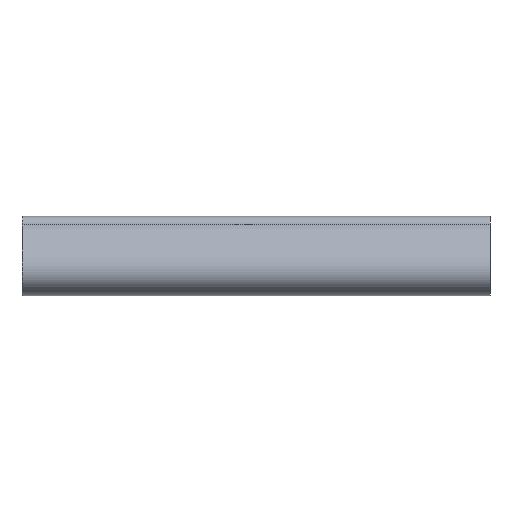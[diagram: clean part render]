
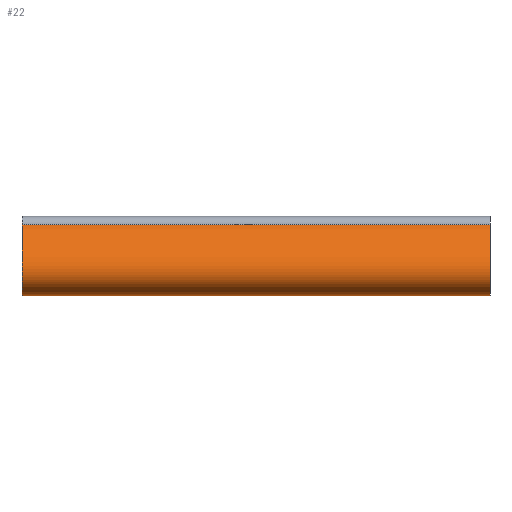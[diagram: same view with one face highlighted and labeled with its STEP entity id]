
A CAD part, top view. The second image highlights one B-rep face of the part: STEP entity #22.
In plain terms, the highlighted free-form (B-spline) face has degree [3, 1] with [17, 2] control points.
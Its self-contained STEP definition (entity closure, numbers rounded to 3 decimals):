
#13 = LINE ( 'NONE', #222, #884 ) ;
#19 = CARTESIAN_POINT ( 'NONE',  ( 25., 13.128, 56.476 ) ) ;
#22 = ADVANCED_FACE ( 'NONE', ( #423 ), #836, .T. ) ;
#28 = EDGE_LOOP ( 'NONE', ( #473, #321, #761, #380 ) ) ;
#48 = CARTESIAN_POINT ( 'NONE',  ( 25., 15.56, 55.216 ) ) ;
#54 = CARTESIAN_POINT ( 'NONE',  ( -25., 15.56, 55.216 ) ) ;
#56 = CARTESIAN_POINT ( 'NONE',  ( -25., 8.324, 55.925 ) ) ;
#57 = CARTESIAN_POINT ( 'NONE',  ( 25., 15.292, 55.274 ) ) ;
#76 = CARTESIAN_POINT ( 'NONE',  ( 25., 15.56, 55.216 ) ) ;
#92 = CARTESIAN_POINT ( 'NONE',  ( 25., 11.007, 57.396 ) ) ;
#94 = EDGE_CURVE ( 'NONE', #347, #918, #13, .T. ) ;
#100 = LINE ( 'NONE', #549, #690 ) ;
#101 = VERTEX_POINT ( 'NONE', #76 ) ;
#103 = B_SPLINE_CURVE_WITH_KNOTS ( 'NONE', 3,
 ( #717, #335, #349, #56, #429, #784, #924, #265, #934, #189, #284, #877, #277, #645, #270, #561, #950 ),
 .UNSPECIFIED., .F., .F.,
 ( 4, 1, 1, 1, 1, 1, 1, 1, 1, 1, 1, 1, 1, 1, 4 ),
 ( 0., 0.063, 0.125, 0.188, 0.25, 0.313, 0.375, 0.5, 0.625, 0.75, 0.813, 0.875, 0.938, 0.969, 1. ),
 .UNSPECIFIED. ) ;
#104 = CARTESIAN_POINT ( 'NONE',  ( 25., 8., 54.321 ) ) ;
#124 = CARTESIAN_POINT ( 'NONE',  ( -25., 15.471, 55.229 ) ) ;
#130 = CARTESIAN_POINT ( 'NONE',  ( 25., 12.03, 57.071 ) ) ;
#143 = CARTESIAN_POINT ( 'NONE',  ( 25., 8., 54.321 ) ) ;
#170 = CARTESIAN_POINT ( 'NONE',  ( 25., 14.595, 55.593 ) ) ;
#173 = CARTESIAN_POINT ( 'NONE',  ( 25., 8.324, 55.925 ) ) ;
#189 = CARTESIAN_POINT ( 'NONE',  ( -25., 13.128, 56.476 ) ) ;
#191 = CARTESIAN_POINT ( 'NONE',  ( -25., 8., 54.321 ) ) ;
#197 = CARTESIAN_POINT ( 'NONE',  ( -25., 15.292, 55.274 ) ) ;
#212 = CARTESIAN_POINT ( 'NONE',  ( -25., 8., 54.602 ) ) ;
#222 = CARTESIAN_POINT ( 'NONE',  ( 25., 8., 54.321 ) ) ;
#255 = EDGE_CURVE ( 'NONE', #918, #334, #103, .T. ) ;
#265 = CARTESIAN_POINT ( 'NONE',  ( -25., 11.007, 57.396 ) ) ;
#270 = CARTESIAN_POINT ( 'NONE',  ( -25., 15.471, 55.229 ) ) ;
#277 = CARTESIAN_POINT ( 'NONE',  ( -25., 15.009, 55.384 ) ) ;
#284 = CARTESIAN_POINT ( 'NONE',  ( -25., 13.98, 55.948 ) ) ;
#289 = CARTESIAN_POINT ( 'NONE',  ( -25., 15.009, 55.384 ) ) ;
#306 = CARTESIAN_POINT ( 'NONE',  ( 25., 13.98, 55.948 ) ) ;
#312 = DIRECTION ( 'NONE',  ( -1., 0., 0. ) ) ;
#321 = ORIENTED_EDGE ( 'NONE', *, *, #94, .F. ) ;
#334 = VERTEX_POINT ( 'NONE', #54 ) ;
#335 = CARTESIAN_POINT ( 'NONE',  ( -25., 8., 54.602 ) ) ;
#337 = CARTESIAN_POINT ( 'NONE',  ( -25., 14.595, 55.593 ) ) ;
#347 = VERTEX_POINT ( 'NONE', #643 ) ;
#349 = CARTESIAN_POINT ( 'NONE',  ( -25., 8.061, 55.177 ) ) ;
#357 = CARTESIAN_POINT ( 'NONE',  ( 25., 8.324, 55.925 ) ) ;
#380 = ORIENTED_EDGE ( 'NONE', *, *, #457, .T. ) ;
#423 = FACE_OUTER_BOUND ( 'NONE', #28, .T. ) ;
#429 = CARTESIAN_POINT ( 'NONE',  ( -25., 8.746, 56.568 ) ) ;
#430 = CARTESIAN_POINT ( 'NONE',  ( 25., 10.052, 57.357 ) ) ;
#451 = CARTESIAN_POINT ( 'NONE',  ( 25., 10.052, 57.357 ) ) ;
#456 = CARTESIAN_POINT ( 'NONE',  ( 25., 15.292, 55.274 ) ) ;
#457 = EDGE_CURVE ( 'NONE', #101, #334, #100, .T. ) ;
#460 = CARTESIAN_POINT ( 'NONE',  ( 25., 12.03, 57.071 ) ) ;
#466 = CARTESIAN_POINT ( 'NONE',  ( 25., 15.527, 55.22 ) ) ;
#473 = ORIENTED_EDGE ( 'NONE', *, *, #255, .F. ) ;
#475 = CARTESIAN_POINT ( 'NONE',  ( -25., 8.746, 56.568 ) ) ;
#482 = CARTESIAN_POINT ( 'NONE',  ( 25., 8.746, 56.568 ) ) ;
#501 = CARTESIAN_POINT ( 'NONE',  ( 25., 11.007, 57.396 ) ) ;
#505 = DIRECTION ( 'NONE',  ( -1., 0., 0. ) ) ;
#544 = CARTESIAN_POINT ( 'NONE',  ( 25., 8., 54.602 ) ) ;
#549 = CARTESIAN_POINT ( 'NONE',  ( 25., 15.56, 55.216 ) ) ;
#557 = CARTESIAN_POINT ( 'NONE',  ( 25., 13.128, 56.476 ) ) ;
#561 = CARTESIAN_POINT ( 'NONE',  ( -25., 15.527, 55.22 ) ) ;
#571 = CARTESIAN_POINT ( 'NONE',  ( -25., 13.128, 56.476 ) ) ;
#578 = CARTESIAN_POINT ( 'NONE',  ( 25., 9.322, 57.067 ) ) ;
#601 = CARTESIAN_POINT ( 'NONE',  ( 25., 15.009, 55.384 ) ) ;
#629 = CARTESIAN_POINT ( 'NONE',  ( -25., 15.56, 55.216 ) ) ;
#634 = CARTESIAN_POINT ( 'NONE',  ( -25., 15.527, 55.22 ) ) ;
#641 = CARTESIAN_POINT ( 'NONE',  ( -25., 12.03, 57.071 ) ) ;
#643 = CARTESIAN_POINT ( 'NONE',  ( 25., 8., 54.321 ) ) ;
#645 = CARTESIAN_POINT ( 'NONE',  ( -25., 15.292, 55.274 ) ) ;
#646 = CARTESIAN_POINT ( 'NONE',  ( -25., 8.061, 55.177 ) ) ;
#654 = CARTESIAN_POINT ( 'NONE',  ( 25., 13.98, 55.948 ) ) ;
#675 = CARTESIAN_POINT ( 'NONE',  ( 25., 8.746, 56.568 ) ) ;
#686 = CARTESIAN_POINT ( 'NONE',  ( 25., 15.56, 55.216 ) ) ;
#690 = VECTOR ( 'NONE', #312, 1000. ) ;
#700 = CARTESIAN_POINT ( 'NONE',  ( 25., 14.595, 55.593 ) ) ;
#712 = CARTESIAN_POINT ( 'NONE',  ( -25., 8.324, 55.925 ) ) ;
#717 = CARTESIAN_POINT ( 'NONE',  ( -25., 8., 54.321 ) ) ;
#752 = CARTESIAN_POINT ( 'NONE',  ( 25., 15.471, 55.229 ) ) ;
#761 = ORIENTED_EDGE ( 'NONE', *, *, #835, .T. ) ;
#772 = CARTESIAN_POINT ( 'NONE',  ( 25., 15.471, 55.229 ) ) ;
#779 = CARTESIAN_POINT ( 'NONE',  ( -25., 8., 54.321 ) ) ;
#784 = CARTESIAN_POINT ( 'NONE',  ( -25., 9.322, 57.067 ) ) ;
#785 = CARTESIAN_POINT ( 'NONE',  ( -25., 10.052, 57.357 ) ) ;
#797 = CARTESIAN_POINT ( 'NONE',  ( -25., 11.007, 57.396 ) ) ;
#822 = CARTESIAN_POINT ( 'NONE',  ( 25., 8.061, 55.177 ) ) ;
#835 = EDGE_CURVE ( 'NONE', #347, #101, #938, .T. ) ;
#836 = B_SPLINE_SURFACE_WITH_KNOTS ( 'NONE', 3, 1, ( 
 ( #143, #779 ),
 ( #931, #212 ),
 ( #851, #646 ),
 ( #357, #712 ),
 ( #482, #475 ),
 ( #578, #879 ),
 ( #430, #785 ),
 ( #501, #797 ),
 ( #130, #641 ),
 ( #557, #571 ),
 ( #654, #956 ),
 ( #700, #337 ),
 ( #872, #289 ),
 ( #57, #197 ),
 ( #772, #124 ),
 ( #865, #634 ),
 ( #48, #629 ) ),
 .UNSPECIFIED., .F., .F., .F.,
 ( 4, 1, 1, 1, 1, 1, 1, 1, 1, 1, 1, 1, 1, 1, 4 ),
 ( 2, 2 ),
 ( 0., 0.063, 0.125, 0.188, 0.25, 0.313, 0.375, 0.5, 0.625, 0.75, 0.813, 0.875, 0.938, 0.969, 1. ),
 ( 0., 1. ),
 .UNSPECIFIED. ) ;
#838 = CARTESIAN_POINT ( 'NONE',  ( 25., 9.322, 57.067 ) ) ;
#851 = CARTESIAN_POINT ( 'NONE',  ( 25., 8.061, 55.177 ) ) ;
#865 = CARTESIAN_POINT ( 'NONE',  ( 25., 15.527, 55.22 ) ) ;
#872 = CARTESIAN_POINT ( 'NONE',  ( 25., 15.009, 55.384 ) ) ;
#877 = CARTESIAN_POINT ( 'NONE',  ( -25., 14.595, 55.593 ) ) ;
#879 = CARTESIAN_POINT ( 'NONE',  ( -25., 9.322, 57.067 ) ) ;
#884 = VECTOR ( 'NONE', #505, 1000. ) ;
#918 = VERTEX_POINT ( 'NONE', #191 ) ;
#924 = CARTESIAN_POINT ( 'NONE',  ( -25., 10.052, 57.357 ) ) ;
#931 = CARTESIAN_POINT ( 'NONE',  ( 25., 8., 54.602 ) ) ;
#934 = CARTESIAN_POINT ( 'NONE',  ( -25., 12.03, 57.071 ) ) ;
#938 = B_SPLINE_CURVE_WITH_KNOTS ( 'NONE', 3,
 ( #104, #544, #822, #173, #675, #838, #451, #92, #460, #19, #306, #170, #601, #456, #752, #466, #686 ),
 .UNSPECIFIED., .F., .F.,
 ( 4, 1, 1, 1, 1, 1, 1, 1, 1, 1, 1, 1, 1, 1, 4 ),
 ( 0., 0.063, 0.125, 0.188, 0.25, 0.313, 0.375, 0.5, 0.625, 0.75, 0.813, 0.875, 0.938, 0.969, 1. ),
 .UNSPECIFIED. ) ;
#950 = CARTESIAN_POINT ( 'NONE',  ( -25., 15.56, 55.216 ) ) ;
#956 = CARTESIAN_POINT ( 'NONE',  ( -25., 13.98, 55.948 ) ) ;
